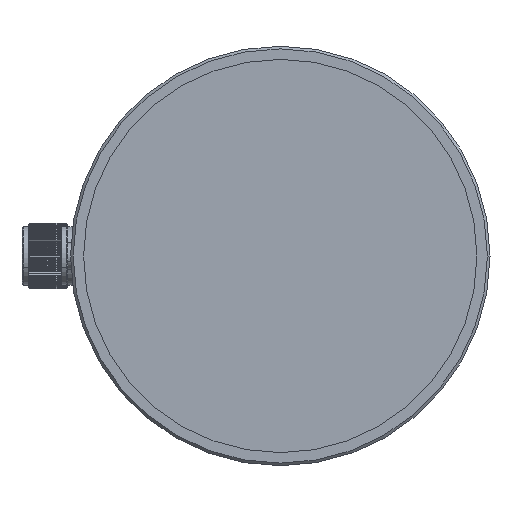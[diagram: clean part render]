
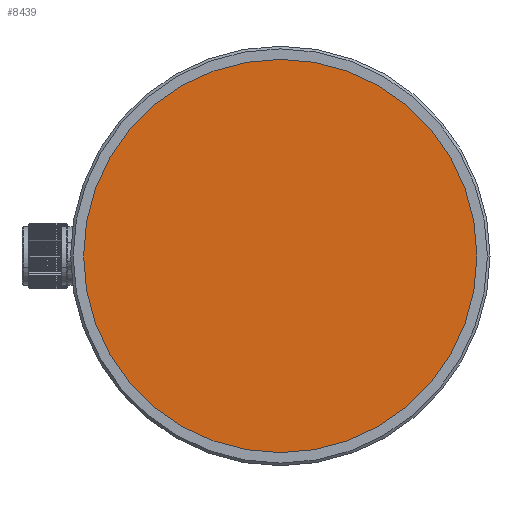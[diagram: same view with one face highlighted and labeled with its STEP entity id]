
A CAD part, left-side view. The second image highlights one B-rep face of the part: STEP entity #8439.
In plain terms, the highlighted planar face has unit normal (-1, 0, 0).
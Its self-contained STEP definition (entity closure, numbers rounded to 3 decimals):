
#88 = AXIS2_PLACEMENT_3D ( 'NONE', #44743, #10526, #61084 ) ;
#5937 = AXIS2_PLACEMENT_3D ( 'NONE', #32863, #21751, #61643 ) ;
#8439 = ADVANCED_FACE ( 'NONE', ( #49922 ), #61583, .F. ) ;
#10526 = DIRECTION ( 'NONE',  ( 1., 0., 0. ) ) ;
#12938 = ORIENTED_EDGE ( 'NONE', *, *, #41676, .T. ) ;
#15861 = AXIS2_PLACEMENT_3D ( 'NONE', #25351, #53848, #71206 ) ;
#19867 = CARTESIAN_POINT ( 'NONE',  ( 3., 15.35, 0. ) ) ;
#21751 = DIRECTION ( 'NONE',  ( -1., 0., 0. ) ) ;
#25351 = CARTESIAN_POINT ( 'NONE',  ( 3., 0., 0. ) ) ;
#27921 = CIRCLE ( 'NONE', #5937, 15.35 ) ;
#29232 = VERTEX_POINT ( 'NONE', #19867 ) ;
#32863 = CARTESIAN_POINT ( 'NONE',  ( 3., 0., 0. ) ) ;
#36041 = VERTEX_POINT ( 'NONE', #36853 ) ;
#36853 = CARTESIAN_POINT ( 'NONE',  ( 3., -15.35, 0. ) ) ;
#41676 = EDGE_CURVE ( 'NONE', #36041, #29232, #27921, .T. ) ;
#44743 = CARTESIAN_POINT ( 'NONE',  ( 3., 15.35, 0. ) ) ;
#49922 = FACE_OUTER_BOUND ( 'NONE', #66494, .T. ) ;
#53848 = DIRECTION ( 'NONE',  ( -1., 0., 0. ) ) ;
#55328 = ORIENTED_EDGE ( 'NONE', *, *, #73247, .T. ) ;
#59589 = CIRCLE ( 'NONE', #15861, 15.35 ) ;
#61084 = DIRECTION ( 'NONE',  ( 0., 1., 0. ) ) ;
#61583 = PLANE ( 'NONE',  #88 ) ;
#61643 = DIRECTION ( 'NONE',  ( 0., -1., 0. ) ) ;
#66494 = EDGE_LOOP ( 'NONE', ( #12938, #55328 ) ) ;
#71206 = DIRECTION ( 'NONE',  ( 0., -1., 0. ) ) ;
#73247 = EDGE_CURVE ( 'NONE', #29232, #36041, #59589, .T. ) ;
